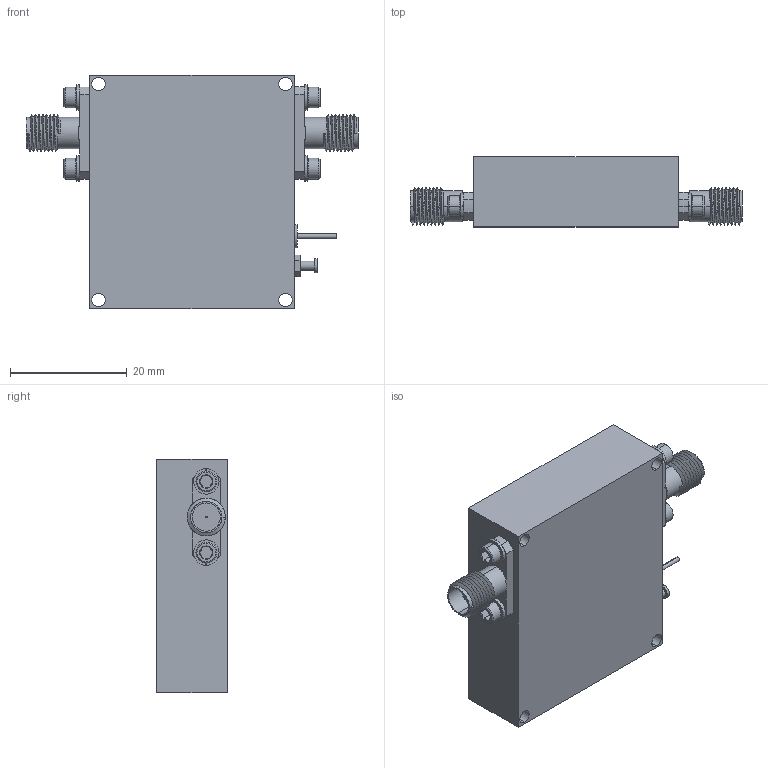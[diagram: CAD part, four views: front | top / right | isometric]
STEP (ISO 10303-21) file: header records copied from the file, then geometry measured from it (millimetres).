
FILE_DESCRIPTION (( 'STEP AP203' ), '1' );
FILE_NAME ('SBL-1834034038-KFKF-E3.STEP', '2019-04-08T19:33:31', ( '' ), ( '' ), 'SwSTEP 2.0', 'SolidWorks 2016', '' );
FILE_SCHEMA (( 'CONFIG_CONTROL_DESIGN' ));
Length unit declared in the file: inch
Products named in the file (1): SBL-1834034038-KFKF-E3
Bounding box: 56.84 x 12 x 40.01 mm (x, y, z)
Surface area: 6147.3 mm2 (no closed solid volume)
Topology: 0 solids, 13 shells, 189 faces, 452 edges, 284 vertices
Faces by surface type: plane 89, cylinder 48, cone 44, bspline 8
Entity records: 6925 total; most frequent: CARTESIAN_POINT 2522, DIRECTION 926, ORIENTED_EDGE 832, EDGE_CURVE 452, AXIS2_PLACEMENT_3D 340, VERTEX_POINT 284, VECTOR 246, LINE 246
